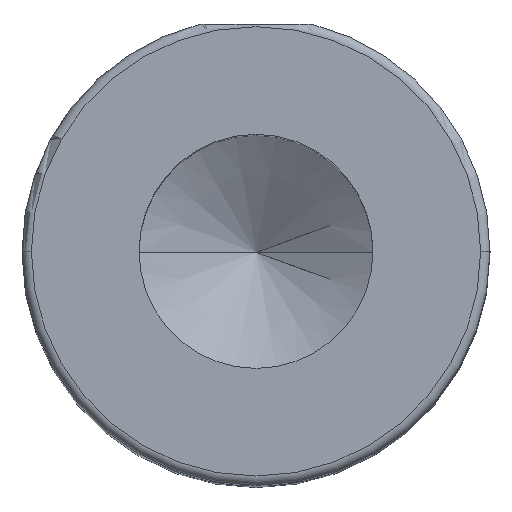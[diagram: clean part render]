
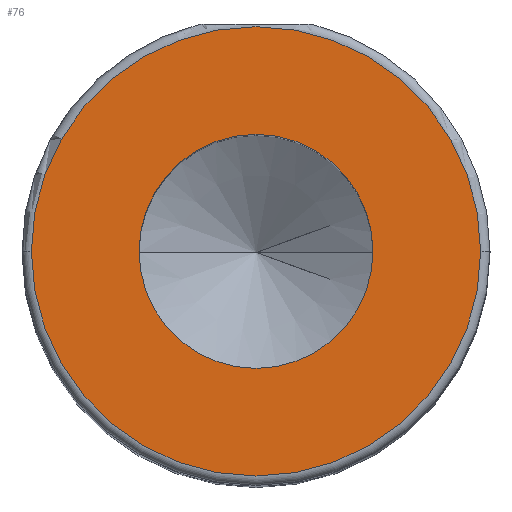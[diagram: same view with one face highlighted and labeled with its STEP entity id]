
A CAD part, top view. The second image highlights one B-rep face of the part: STEP entity #76.
In plain terms, the highlighted planar face has unit normal (0, 0, 1).
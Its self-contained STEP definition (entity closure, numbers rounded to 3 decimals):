
#19 = CIRCLE ( 'NONE', #533, 4.8 ) ;
#56 = EDGE_CURVE ( 'NONE', #552, #590, #19, .T. ) ;
#76 = ADVANCED_FACE ( 'NONE', ( #286, #318 ), #527, .T. ) ;
#138 = DIRECTION ( 'NONE',  ( 0., 0., 1. ) ) ;
#171 = EDGE_LOOP ( 'NONE', ( #192, #747 ) ) ;
#192 = ORIENTED_EDGE ( 'NONE', *, *, #1083, .T. ) ;
#225 = CIRCLE ( 'NONE', #963, 2.5 ) ;
#286 = FACE_BOUND ( 'NONE', #759, .T. ) ;
#318 = FACE_OUTER_BOUND ( 'NONE', #171, .T. ) ;
#333 = DIRECTION ( 'NONE',  ( 1., 0., 0. ) ) ;
#355 = CARTESIAN_POINT ( 'NONE',  ( 4.8, 0., 15. ) ) ;
#454 = CARTESIAN_POINT ( 'NONE',  ( 0., 0., 15. ) ) ;
#516 = EDGE_CURVE ( 'NONE', #952, #1046, #588, .T. ) ;
#518 = CARTESIAN_POINT ( 'NONE',  ( 0., 0., 15. ) ) ;
#527 = PLANE ( 'NONE',  #795 ) ;
#530 = DIRECTION ( 'NONE',  ( 1., 0., 0. ) ) ;
#533 = AXIS2_PLACEMENT_3D ( 'NONE', #923, #1027, #333 ) ;
#552 = VERTEX_POINT ( 'NONE', #1229 ) ;
#555 = DIRECTION ( 'NONE',  ( 1., 0., 0. ) ) ;
#588 = CIRCLE ( 'NONE', #1158, 2.5 ) ;
#590 = VERTEX_POINT ( 'NONE', #355 ) ;
#604 = ORIENTED_EDGE ( 'NONE', *, *, #1064, .F. ) ;
#615 = DIRECTION ( 'NONE',  ( 1., 0., 0. ) ) ;
#624 = DIRECTION ( 'NONE',  ( 0., 0., 1. ) ) ;
#710 = CARTESIAN_POINT ( 'NONE',  ( 0., 0., 15. ) ) ;
#721 = CARTESIAN_POINT ( 'NONE',  ( 0., 0., 15. ) ) ;
#747 = ORIENTED_EDGE ( 'NONE', *, *, #56, .T. ) ;
#758 = AXIS2_PLACEMENT_3D ( 'NONE', #710, #138, #818 ) ;
#759 = EDGE_LOOP ( 'NONE', ( #604, #981 ) ) ;
#795 = AXIS2_PLACEMENT_3D ( 'NONE', #721, #624, #530 ) ;
#818 = DIRECTION ( 'NONE',  ( 1., 0., 0. ) ) ;
#868 = CIRCLE ( 'NONE', #758, 4.8 ) ;
#878 = CARTESIAN_POINT ( 'NONE',  ( -2.5, 0., 15. ) ) ;
#923 = CARTESIAN_POINT ( 'NONE',  ( 0., 0., 15. ) ) ;
#952 = VERTEX_POINT ( 'NONE', #878 ) ;
#963 = AXIS2_PLACEMENT_3D ( 'NONE', #518, #1199, #615 ) ;
#981 = ORIENTED_EDGE ( 'NONE', *, *, #516, .F. ) ;
#1027 = DIRECTION ( 'NONE',  ( 0., 0., 1. ) ) ;
#1046 = VERTEX_POINT ( 'NONE', #1095 ) ;
#1064 = EDGE_CURVE ( 'NONE', #1046, #952, #225, .T. ) ;
#1083 = EDGE_CURVE ( 'NONE', #590, #552, #868, .T. ) ;
#1095 = CARTESIAN_POINT ( 'NONE',  ( 2.5, 0., 15. ) ) ;
#1138 = DIRECTION ( 'NONE',  ( 0., 0., 1. ) ) ;
#1158 = AXIS2_PLACEMENT_3D ( 'NONE', #454, #1138, #555 ) ;
#1199 = DIRECTION ( 'NONE',  ( 0., 0., 1. ) ) ;
#1229 = CARTESIAN_POINT ( 'NONE',  ( -4.8, 0., 15. ) ) ;
